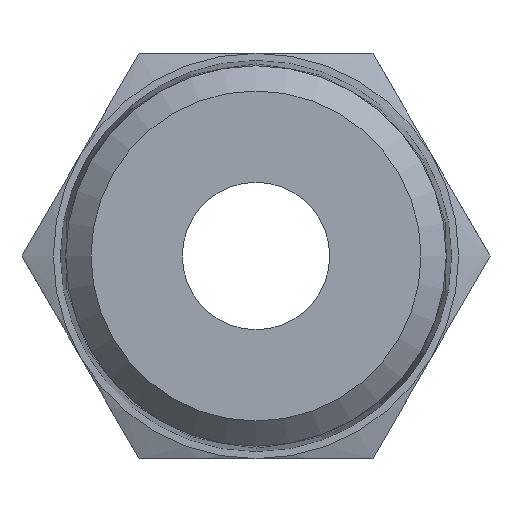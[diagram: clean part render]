
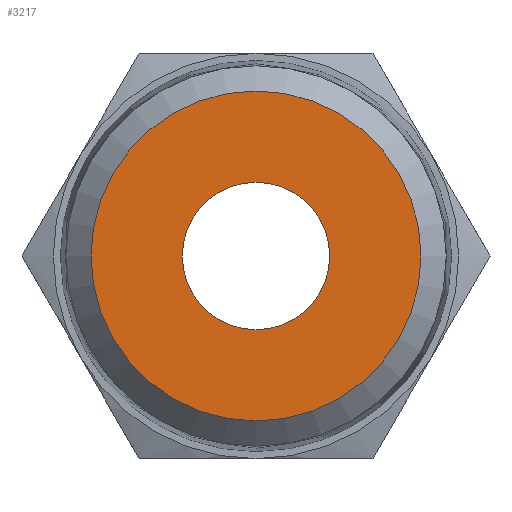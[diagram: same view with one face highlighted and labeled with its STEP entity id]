
A CAD part, left-side view. The second image highlights one B-rep face of the part: STEP entity #3217.
In plain terms, the highlighted planar face has unit normal (-1, 0, 0).
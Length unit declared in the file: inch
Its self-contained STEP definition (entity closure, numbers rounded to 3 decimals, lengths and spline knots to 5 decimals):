
#3146=CARTESIAN_POINT('',(-0.92,-0.25,0.));
#3147=VERTEX_POINT('',#3146);
#3148=CARTESIAN_POINT('',(-0.92,0.,0.));
#3149=DIRECTION('',(1.0,0.0,0.0));
#3150=DIRECTION('',(0.0,-1.0,0.0));
#3151=AXIS2_PLACEMENT_3D('',#3148,#3149,#3150);
#3152=CIRCLE('',#3151,0.25);
#3153=EDGE_CURVE('',#3147,#3147,#3152,.T.);
#3163=CARTESIAN_POINT('',(-0.92,0.,0.55975));
#3164=VERTEX_POINT('',#3163);
#3165=CARTESIAN_POINT('',(-0.92,0.,0.));
#3166=DIRECTION('',(1.0,0.0,0.0));
#3167=DIRECTION('',(0.0,0.0,-1.0));
#3168=AXIS2_PLACEMENT_3D('',#3165,#3166,#3167);
#3169=CIRCLE('',#3168,0.55975);
#3170=EDGE_CURVE('',#3164,#3164,#3169,.T.);
#3206=CARTESIAN_POINT('',(-0.92,0.,0.));
#3207=DIRECTION('',(1.0,0.0,0.0));
#3208=DIRECTION('',(0.0,0.0,-1.0));
#3209=AXIS2_PLACEMENT_3D('',#3206,#3207,#3208);
#3210=PLANE('',#3209);
#3211=ORIENTED_EDGE('',*,*,#3170,.F.);
#3212=EDGE_LOOP('',(#3211));
#3213=FACE_OUTER_BOUND('',#3212,.T.);
#3214=ORIENTED_EDGE('',*,*,#3153,.T.);
#3215=EDGE_LOOP('',(#3214));
#3216=FACE_BOUND('',#3215,.T.);
#3217=ADVANCED_FACE('',(#3213,#3216),#3210,.F.);
